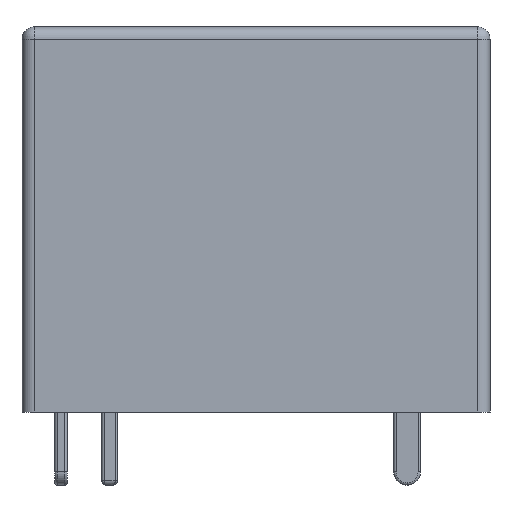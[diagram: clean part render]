
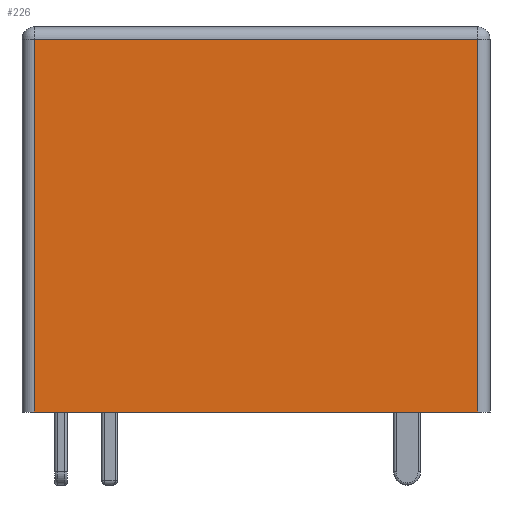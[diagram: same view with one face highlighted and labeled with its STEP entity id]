
A CAD part, front view. The second image highlights one B-rep face of the part: STEP entity #226.
In plain terms, the highlighted planar face has unit normal (0, -1, 0).
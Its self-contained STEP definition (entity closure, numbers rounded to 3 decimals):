
#19 = ORIENTED_EDGE ( 'NONE', *, *, #1939, .T. ) ;
#226 = ADVANCED_FACE ( 'NONE', ( #10069 ), #11188, .F. ) ;
#1060 = DIRECTION ( 'NONE',  ( 1., 0., 0. ) ) ;
#1225 = LINE ( 'NONE', #10923, #6064 ) ;
#1939 = EDGE_CURVE ( 'NONE', #8281, #7852, #13223, .T. ) ;
#2077 = AXIS2_PLACEMENT_3D ( 'NONE', #10236, #12772, #4347 ) ;
#2196 = CARTESIAN_POINT ( 'NONE',  ( -1.1, -1.7, 9.5 ) ) ;
#2691 = VECTOR ( 'NONE', #12031, 1000. ) ;
#3457 = CARTESIAN_POINT ( 'NONE',  ( 17.1, -1.7, 9. ) ) ;
#3467 = VERTEX_POINT ( 'NONE', #3457 ) ;
#4347 = DIRECTION ( 'NONE',  ( -1., 0., 0. ) ) ;
#4687 = VERTEX_POINT ( 'NONE', #5166 ) ;
#5166 = CARTESIAN_POINT ( 'NONE',  ( -1.1, -1.7, 9. ) ) ;
#5799 = VECTOR ( 'NONE', #1060, 1000. ) ;
#6064 = VECTOR ( 'NONE', #10846, 1000. ) ;
#6119 = CARTESIAN_POINT ( 'NONE',  ( -1.6, -1.7, -6.3 ) ) ;
#7103 = EDGE_CURVE ( 'NONE', #7852, #3467, #1225, .T. ) ;
#7143 = DIRECTION ( 'NONE',  ( -1., 0., 0. ) ) ;
#7144 = VECTOR ( 'NONE', #7143, 1000. ) ;
#7850 = ORIENTED_EDGE ( 'NONE', *, *, #13003, .T. ) ;
#7852 = VERTEX_POINT ( 'NONE', #13898 ) ;
#8281 = VERTEX_POINT ( 'NONE', #11471 ) ;
#8336 = LINE ( 'NONE', #15604, #7144 ) ;
#9049 = EDGE_CURVE ( 'NONE', #3467, #4687, #8336, .T. ) ;
#9160 = EDGE_LOOP ( 'NONE', ( #13726, #7850, #19, #9336 ) ) ;
#9336 = ORIENTED_EDGE ( 'NONE', *, *, #7103, .T. ) ;
#9435 = LINE ( 'NONE', #2196, #2691 ) ;
#10069 = FACE_OUTER_BOUND ( 'NONE', #9160, .T. ) ;
#10236 = CARTESIAN_POINT ( 'NONE',  ( -1.6, -1.7, 9.5 ) ) ;
#10846 = DIRECTION ( 'NONE',  ( 0., 0., 1. ) ) ;
#10923 = CARTESIAN_POINT ( 'NONE',  ( 17.1, -1.7, 9.5 ) ) ;
#11188 = PLANE ( 'NONE',  #2077 ) ;
#11471 = CARTESIAN_POINT ( 'NONE',  ( -1.1, -1.7, -6.3 ) ) ;
#12031 = DIRECTION ( 'NONE',  ( 0., 0., -1. ) ) ;
#12772 = DIRECTION ( 'NONE',  ( 0., 1., 0. ) ) ;
#13003 = EDGE_CURVE ( 'NONE', #4687, #8281, #9435, .T. ) ;
#13223 = LINE ( 'NONE', #6119, #5799 ) ;
#13726 = ORIENTED_EDGE ( 'NONE', *, *, #9049, .T. ) ;
#13898 = CARTESIAN_POINT ( 'NONE',  ( 17.1, -1.7, -6.3 ) ) ;
#15604 = CARTESIAN_POINT ( 'NONE',  ( -1.6, -1.7, 9. ) ) ;
